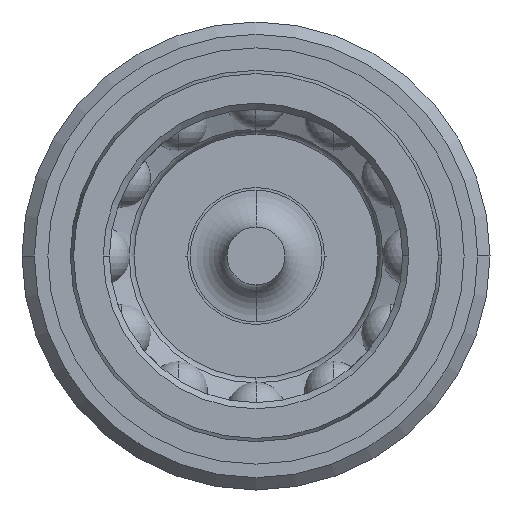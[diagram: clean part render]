
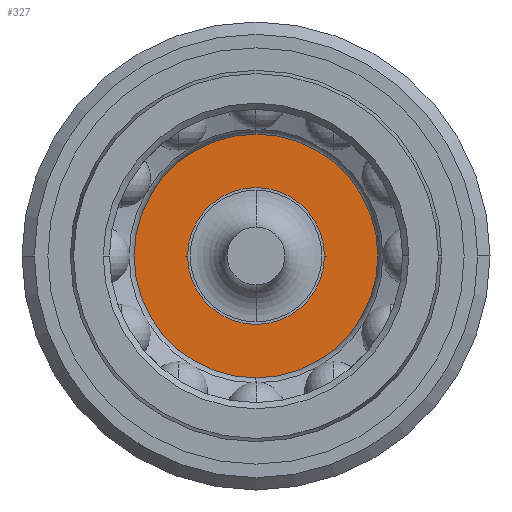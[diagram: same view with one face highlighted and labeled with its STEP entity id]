
A CAD part, left-side view. The second image highlights one B-rep face of the part: STEP entity #327.
In plain terms, the highlighted planar face has unit normal (-1, 0, 0).
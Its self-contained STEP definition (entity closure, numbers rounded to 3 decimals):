
#327 = ADVANCED_FACE( '', ( #715, #716 ), #717, .F. );
#715 = FACE_OUTER_BOUND( '', #1183, .T. );
#716 = FACE_BOUND( '', #1184, .T. );
#717 = PLANE( '', #1185 );
#1183 = EDGE_LOOP( '', ( #2535, #2536 ) );
#1184 = EDGE_LOOP( '', ( #2537, #2538 ) );
#1185 = AXIS2_PLACEMENT_3D( '', #2539, #2540, #2541 );
#2535 = ORIENTED_EDGE( '', *, *, #3339, .T. );
#2536 = ORIENTED_EDGE( '', *, *, #3404, .T. );
#2537 = ORIENTED_EDGE( '', *, *, #3341, .F. );
#2538 = ORIENTED_EDGE( '', *, *, #3403, .F. );
#2539 = CARTESIAN_POINT( '', ( -17.9, 7.928, 0. ) );
#2540 = DIRECTION( '', ( 1., 0., 0. ) );
#2541 = DIRECTION( '', ( 0., -1., 0. ) );
#3339 = EDGE_CURVE( '', #4098, #4102, #4104, .T. );
#3341 = EDGE_CURVE( '', #4105, #4108, #4109, .T. );
#3403 = EDGE_CURVE( '', #4108, #4105, #4210, .T. );
#3404 = EDGE_CURVE( '', #4102, #4098, #4211, .T. );
#4098 = VERTEX_POINT( '', #5786 );
#4102 = VERTEX_POINT( '', #5791 );
#4104 = CIRCLE( '', #5794, 10.3 );
#4105 = VERTEX_POINT( '', #5795 );
#4108 = VERTEX_POINT( '', #5799 );
#4109 = CIRCLE( '', #5800, 5.555 );
#4210 = CIRCLE( '', #6230, 5.555 );
#4211 = CIRCLE( '', #6231, 10.3 );
#5786 = CARTESIAN_POINT( '', ( -17.9, 10.3, 0. ) );
#5791 = CARTESIAN_POINT( '', ( -17.9, -10.3, 0. ) );
#5794 = AXIS2_PLACEMENT_3D( '', #7122, #7123, #7124 );
#5795 = CARTESIAN_POINT( '', ( -17.9, 5.555, 0. ) );
#5799 = CARTESIAN_POINT( '', ( -17.9, -5.555, 0. ) );
#5800 = AXIS2_PLACEMENT_3D( '', #7126, #7127, #7128 );
#6230 = AXIS2_PLACEMENT_3D( '', #7244, #7245, #7246 );
#6231 = AXIS2_PLACEMENT_3D( '', #7247, #7248, #7249 );
#7122 = CARTESIAN_POINT( '', ( -17.9, 0., 0. ) );
#7123 = DIRECTION( '', ( -1., 0., 0. ) );
#7124 = DIRECTION( '', ( 0., 1., 0. ) );
#7126 = CARTESIAN_POINT( '', ( -17.9, 0., 0. ) );
#7127 = DIRECTION( '', ( -1., 0., 0. ) );
#7128 = DIRECTION( '', ( 0., 1., 0. ) );
#7244 = CARTESIAN_POINT( '', ( -17.9, 0., 0. ) );
#7245 = DIRECTION( '', ( -1., 0., 0. ) );
#7246 = DIRECTION( '', ( 0., 1., 0. ) );
#7247 = CARTESIAN_POINT( '', ( -17.9, 0., 0. ) );
#7248 = DIRECTION( '', ( -1., 0., 0. ) );
#7249 = DIRECTION( '', ( 0., 1., 0. ) );
